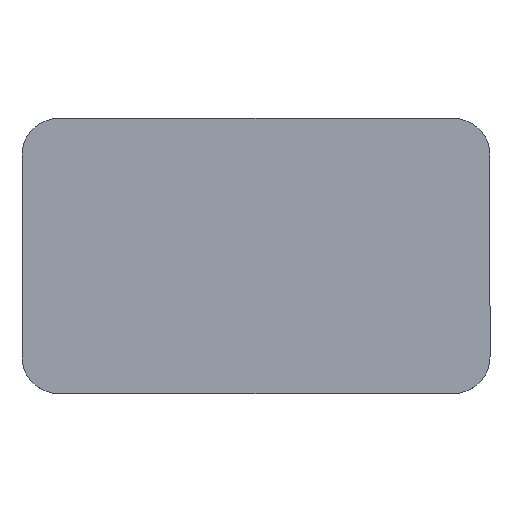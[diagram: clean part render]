
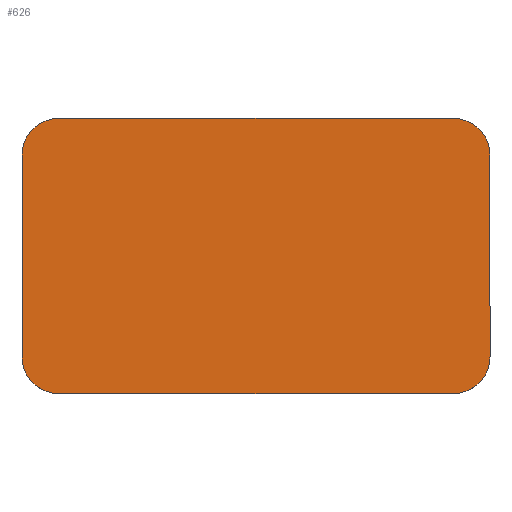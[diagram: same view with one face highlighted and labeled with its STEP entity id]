
A CAD part, top view. The second image highlights one B-rep face of the part: STEP entity #626.
In plain terms, the highlighted planar face has unit normal (0, 0, 1).
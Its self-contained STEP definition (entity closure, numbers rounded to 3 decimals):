
#17 = VERTEX_POINT ( 'NONE', #32 ) ;
#22 = EDGE_CURVE ( 'NONE', #380, #257, #229, .T. ) ;
#24 = VERTEX_POINT ( 'NONE', #634 ) ;
#32 = CARTESIAN_POINT ( 'NONE',  ( -21.5, -15., 1.5 ) ) ;
#66 = DIRECTION ( 'NONE',  ( 1., 0., 0. ) ) ;
#69 = EDGE_CURVE ( 'NONE', #24, #308, #101, .T. ) ;
#73 = CIRCLE ( 'NONE', #516, 4. ) ;
#74 = LINE ( 'NONE', #197, #502 ) ;
#85 = EDGE_LOOP ( 'NONE', ( #738, #721, #392, #199, #674, #387, #734, #385 ) ) ;
#101 = LINE ( 'NONE', #106, #313 ) ;
#106 = CARTESIAN_POINT ( 'NONE',  ( -25.5, 15., 1.5 ) ) ;
#107 = AXIS2_PLACEMENT_3D ( 'NONE', #479, #181, #123 ) ;
#110 = CARTESIAN_POINT ( 'NONE',  ( 21.5, 11., 1.5 ) ) ;
#120 = EDGE_CURVE ( 'NONE', #764, #258, #74, .T. ) ;
#123 = DIRECTION ( 'NONE',  ( 1., 0., 0. ) ) ;
#129 = DIRECTION ( 'NONE',  ( 0., 0., 1. ) ) ;
#145 = CIRCLE ( 'NONE', #510, 4. ) ;
#148 = DIRECTION ( 'NONE',  ( 1., 0., 0. ) ) ;
#152 = CARTESIAN_POINT ( 'NONE',  ( -21.5, -11., 1.5 ) ) ;
#160 = VECTOR ( 'NONE', #711, 1000. ) ;
#181 = DIRECTION ( 'NONE',  ( 0., 0., 1. ) ) ;
#182 = VECTOR ( 'NONE', #272, 1000. ) ;
#186 = AXIS2_PLACEMENT_3D ( 'NONE', #110, #473, #585 ) ;
#197 = CARTESIAN_POINT ( 'NONE',  ( -25.5, 15., 1.5 ) ) ;
#199 = ORIENTED_EDGE ( 'NONE', *, *, #233, .T. ) ;
#204 = CARTESIAN_POINT ( 'NONE',  ( -25.5, -11., 1.5 ) ) ;
#229 = LINE ( 'NONE', #757, #182 ) ;
#233 = EDGE_CURVE ( 'NONE', #315, #380, #73, .T. ) ;
#257 = VERTEX_POINT ( 'NONE', #386 ) ;
#258 = VERTEX_POINT ( 'NONE', #623 ) ;
#272 = DIRECTION ( 'NONE',  ( 0., 1., 0. ) ) ;
#308 = VERTEX_POINT ( 'NONE', #204 ) ;
#313 = VECTOR ( 'NONE', #456, 1000. ) ;
#315 = VERTEX_POINT ( 'NONE', #751 ) ;
#328 = CARTESIAN_POINT ( 'NONE',  ( 21.5, -11., 1.5 ) ) ;
#336 = CARTESIAN_POINT ( 'NONE',  ( 25.5, -11., 1.5 ) ) ;
#380 = VERTEX_POINT ( 'NONE', #336 ) ;
#385 = ORIENTED_EDGE ( 'NONE', *, *, #527, .T. ) ;
#386 = CARTESIAN_POINT ( 'NONE',  ( 25.5, 11., 1.5 ) ) ;
#387 = ORIENTED_EDGE ( 'NONE', *, *, #576, .T. ) ;
#392 = ORIENTED_EDGE ( 'NONE', *, *, #600, .T. ) ;
#417 = CARTESIAN_POINT ( 'NONE',  ( -25.5, -15., 1.5 ) ) ;
#420 = DIRECTION ( 'NONE',  ( -1., 0., 0. ) ) ;
#421 = CIRCLE ( 'NONE', #186, 4. ) ;
#444 = DIRECTION ( 'NONE',  ( 0., 0., 1. ) ) ;
#456 = DIRECTION ( 'NONE',  ( 0., -1., 0. ) ) ;
#473 = DIRECTION ( 'NONE',  ( 0., 0., 1. ) ) ;
#479 = CARTESIAN_POINT ( 'NONE',  ( 0., 0., 1.5 ) ) ;
#502 = VECTOR ( 'NONE', #420, 1000. ) ;
#510 = AXIS2_PLACEMENT_3D ( 'NONE', #152, #567, #761 ) ;
#516 = AXIS2_PLACEMENT_3D ( 'NONE', #328, #444, #148 ) ;
#522 = AXIS2_PLACEMENT_3D ( 'NONE', #773, #129, #66 ) ;
#527 = EDGE_CURVE ( 'NONE', #258, #24, #557, .T. ) ;
#557 = CIRCLE ( 'NONE', #522, 4. ) ;
#567 = DIRECTION ( 'NONE',  ( 0., 0., 1. ) ) ;
#576 = EDGE_CURVE ( 'NONE', #257, #764, #421, .T. ) ;
#585 = DIRECTION ( 'NONE',  ( 1., 0., 0. ) ) ;
#600 = EDGE_CURVE ( 'NONE', #17, #315, #708, .T. ) ;
#623 = CARTESIAN_POINT ( 'NONE',  ( -21.5, 15., 1.5 ) ) ;
#626 = ADVANCED_FACE ( 'NONE', ( #772 ), #768, .T. ) ;
#634 = CARTESIAN_POINT ( 'NONE',  ( -25.5, 11., 1.5 ) ) ;
#641 = CARTESIAN_POINT ( 'NONE',  ( 21.5, 15., 1.5 ) ) ;
#674 = ORIENTED_EDGE ( 'NONE', *, *, #22, .T. ) ;
#682 = EDGE_CURVE ( 'NONE', #308, #17, #145, .T. ) ;
#708 = LINE ( 'NONE', #417, #160 ) ;
#711 = DIRECTION ( 'NONE',  ( 1., 0., 0. ) ) ;
#721 = ORIENTED_EDGE ( 'NONE', *, *, #682, .T. ) ;
#734 = ORIENTED_EDGE ( 'NONE', *, *, #120, .T. ) ;
#738 = ORIENTED_EDGE ( 'NONE', *, *, #69, .T. ) ;
#751 = CARTESIAN_POINT ( 'NONE',  ( 21.5, -15., 1.5 ) ) ;
#757 = CARTESIAN_POINT ( 'NONE',  ( 25.5, 15., 1.5 ) ) ;
#761 = DIRECTION ( 'NONE',  ( 1., 0., 0. ) ) ;
#764 = VERTEX_POINT ( 'NONE', #641 ) ;
#768 = PLANE ( 'NONE',  #107 ) ;
#772 = FACE_OUTER_BOUND ( 'NONE', #85, .T. ) ;
#773 = CARTESIAN_POINT ( 'NONE',  ( -21.5, 11., 1.5 ) ) ;
